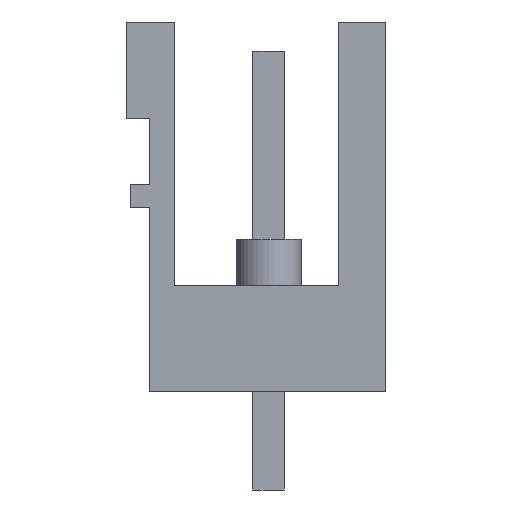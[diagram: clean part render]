
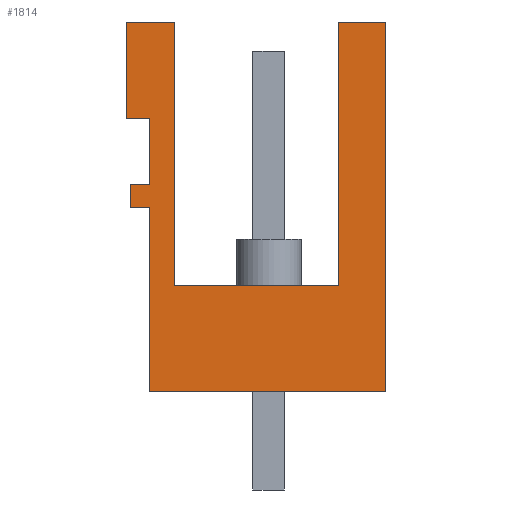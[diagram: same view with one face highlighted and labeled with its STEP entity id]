
A CAD part, left-side view. The second image highlights one B-rep face of the part: STEP entity #1814.
In plain terms, the highlighted planar face has unit normal (-1, 0, 0).
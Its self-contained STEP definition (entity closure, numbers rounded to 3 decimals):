
#1714=AXIS2_PLACEMENT_3D('Plane Axis2P3D',#1711,#1712,#1713) ;
#383=CARTESIAN_POINT('Vertex',(0.,7.68,3.2)) ;
#386=CARTESIAN_POINT('Line Origine',(0.,7.68,6.19)) ;
#390=CARTESIAN_POINT('Vertex',(0.,7.68,9.181)) ;
#1695=CARTESIAN_POINT('Vertex',(0.,0.,3.2)) ;
#1698=CARTESIAN_POINT('Line Origine',(0.,3.84,3.2)) ;
#1711=CARTESIAN_POINT('Axis2P3D Location',(0.,8.43,1.7)) ;
#1716=CARTESIAN_POINT('Line Origine',(0.,0.,9.2)) ;
#1720=CARTESIAN_POINT('Vertex',(0.,0.,15.2)) ;
#1723=CARTESIAN_POINT('Line Origine',(0.,0.775,15.2)) ;
#1727=CARTESIAN_POINT('Vertex',(0.,1.55,15.2)) ;
#1730=CARTESIAN_POINT('Line Origine',(0.,1.55,10.925)) ;
#1734=CARTESIAN_POINT('Vertex',(0.,1.55,6.65)) ;
#1737=CARTESIAN_POINT('Line Origine',(0.,4.206,6.65)) ;
#1741=CARTESIAN_POINT('Vertex',(0.,6.863,6.65)) ;
#1744=CARTESIAN_POINT('Line Origine',(0.,6.863,10.925)) ;
#1748=CARTESIAN_POINT('Vertex',(0.,6.863,15.2)) ;
#1751=CARTESIAN_POINT('Line Origine',(0.,7.647,15.2)) ;
#1755=CARTESIAN_POINT('Vertex',(0.,8.43,15.2)) ;
#1758=CARTESIAN_POINT('Line Origine',(0.,8.43,13.64)) ;
#1762=CARTESIAN_POINT('Vertex',(0.,8.43,12.08)) ;
#1765=CARTESIAN_POINT('Line Origine',(0.,8.055,12.08)) ;
#1769=CARTESIAN_POINT('Vertex',(0.,7.68,12.08)) ;
#1772=CARTESIAN_POINT('Line Origine',(0.,7.68,11.005)) ;
#1776=CARTESIAN_POINT('Vertex',(0.,7.68,9.93)) ;
#1779=CARTESIAN_POINT('Line Origine',(0.,7.99,9.93)) ;
#1783=CARTESIAN_POINT('Vertex',(0.,8.3,9.93)) ;
#1786=CARTESIAN_POINT('Line Origine',(0.,8.3,9.555)) ;
#1790=CARTESIAN_POINT('Vertex',(0.,8.3,9.181)) ;
#1793=CARTESIAN_POINT('Line Origine',(0.,7.99,9.181)) ;
#387=DIRECTION('Vector Direction',(0.,0.,-1.)) ;
#1699=DIRECTION('Vector Direction',(0.,-1.,0.)) ;
#1712=DIRECTION('Axis2P3D Direction',(-1.,0.,0.)) ;
#1713=DIRECTION('Axis2P3D XDirection',(0.,1.,0.)) ;
#1717=DIRECTION('Vector Direction',(0.,0.,1.)) ;
#1724=DIRECTION('Vector Direction',(0.,1.,0.)) ;
#1731=DIRECTION('Vector Direction',(0.,0.,-1.)) ;
#1738=DIRECTION('Vector Direction',(0.,1.,0.)) ;
#1745=DIRECTION('Vector Direction',(0.,0.,1.)) ;
#1752=DIRECTION('Vector Direction',(0.,1.,0.)) ;
#1759=DIRECTION('Vector Direction',(0.,0.,-1.)) ;
#1766=DIRECTION('Vector Direction',(0.,-1.,0.)) ;
#1773=DIRECTION('Vector Direction',(0.,0.,-1.)) ;
#1780=DIRECTION('Vector Direction',(0.,1.,0.)) ;
#1787=DIRECTION('Vector Direction',(0.,0.,-1.)) ;
#1794=DIRECTION('Vector Direction',(0.,-1.,0.)) ;
#388=VECTOR('Line Direction',#387,1.) ;
#1700=VECTOR('Line Direction',#1699,1.) ;
#1718=VECTOR('Line Direction',#1717,1.) ;
#1725=VECTOR('Line Direction',#1724,1.) ;
#1732=VECTOR('Line Direction',#1731,1.) ;
#1739=VECTOR('Line Direction',#1738,1.) ;
#1746=VECTOR('Line Direction',#1745,1.) ;
#1753=VECTOR('Line Direction',#1752,1.) ;
#1760=VECTOR('Line Direction',#1759,1.) ;
#1767=VECTOR('Line Direction',#1766,1.) ;
#1774=VECTOR('Line Direction',#1773,1.) ;
#1781=VECTOR('Line Direction',#1780,1.) ;
#1788=VECTOR('Line Direction',#1787,1.) ;
#1795=VECTOR('Line Direction',#1794,1.) ;
#1799=ORIENTED_EDGE('',*,*,#1722,.T.) ;
#1800=ORIENTED_EDGE('',*,*,#1729,.T.) ;
#1801=ORIENTED_EDGE('',*,*,#1736,.T.) ;
#1802=ORIENTED_EDGE('',*,*,#1743,.T.) ;
#1803=ORIENTED_EDGE('',*,*,#1750,.T.) ;
#1804=ORIENTED_EDGE('',*,*,#1757,.T.) ;
#1805=ORIENTED_EDGE('',*,*,#1764,.T.) ;
#1806=ORIENTED_EDGE('',*,*,#1771,.T.) ;
#1807=ORIENTED_EDGE('',*,*,#1778,.T.) ;
#1808=ORIENTED_EDGE('',*,*,#1785,.T.) ;
#1809=ORIENTED_EDGE('',*,*,#1792,.T.) ;
#1810=ORIENTED_EDGE('',*,*,#1797,.T.) ;
#1811=ORIENTED_EDGE('',*,*,#392,.T.) ;
#1812=ORIENTED_EDGE('',*,*,#1702,.T.) ;
#1814=ADVANCED_FACE('HOUSING',(#1813),#1715,.T.) ;
#392=EDGE_CURVE('',#391,#384,#389,.T.) ;
#1702=EDGE_CURVE('',#384,#1696,#1701,.T.) ;
#1722=EDGE_CURVE('',#1696,#1721,#1719,.T.) ;
#1729=EDGE_CURVE('',#1721,#1728,#1726,.T.) ;
#1736=EDGE_CURVE('',#1728,#1735,#1733,.T.) ;
#1743=EDGE_CURVE('',#1735,#1742,#1740,.T.) ;
#1750=EDGE_CURVE('',#1742,#1749,#1747,.T.) ;
#1757=EDGE_CURVE('',#1749,#1756,#1754,.T.) ;
#1764=EDGE_CURVE('',#1756,#1763,#1761,.T.) ;
#1771=EDGE_CURVE('',#1763,#1770,#1768,.T.) ;
#1778=EDGE_CURVE('',#1770,#1777,#1775,.T.) ;
#1785=EDGE_CURVE('',#1777,#1784,#1782,.T.) ;
#1792=EDGE_CURVE('',#1784,#1791,#1789,.T.) ;
#1797=EDGE_CURVE('',#1791,#391,#1796,.T.) ;
#1798=EDGE_LOOP('',(#1799,#1800,#1801,#1802,#1803,#1804,#1805,#1806,#1807,#1808,#1809,#1810,#1811,#1812)) ;
#1813=FACE_OUTER_BOUND('',#1798,.T.) ;
#389=LINE('Line',#386,#388) ;
#1701=LINE('Line',#1698,#1700) ;
#1719=LINE('Line',#1716,#1718) ;
#1726=LINE('Line',#1723,#1725) ;
#1733=LINE('Line',#1730,#1732) ;
#1740=LINE('Line',#1737,#1739) ;
#1747=LINE('Line',#1744,#1746) ;
#1754=LINE('Line',#1751,#1753) ;
#1761=LINE('Line',#1758,#1760) ;
#1768=LINE('Line',#1765,#1767) ;
#1775=LINE('Line',#1772,#1774) ;
#1782=LINE('Line',#1779,#1781) ;
#1789=LINE('Line',#1786,#1788) ;
#1796=LINE('Line',#1793,#1795) ;
#1715=PLANE('',#1714) ;
#384=VERTEX_POINT('',#383) ;
#391=VERTEX_POINT('',#390) ;
#1696=VERTEX_POINT('',#1695) ;
#1721=VERTEX_POINT('',#1720) ;
#1728=VERTEX_POINT('',#1727) ;
#1735=VERTEX_POINT('',#1734) ;
#1742=VERTEX_POINT('',#1741) ;
#1749=VERTEX_POINT('',#1748) ;
#1756=VERTEX_POINT('',#1755) ;
#1763=VERTEX_POINT('',#1762) ;
#1770=VERTEX_POINT('',#1769) ;
#1777=VERTEX_POINT('',#1776) ;
#1784=VERTEX_POINT('',#1783) ;
#1791=VERTEX_POINT('',#1790) ;
